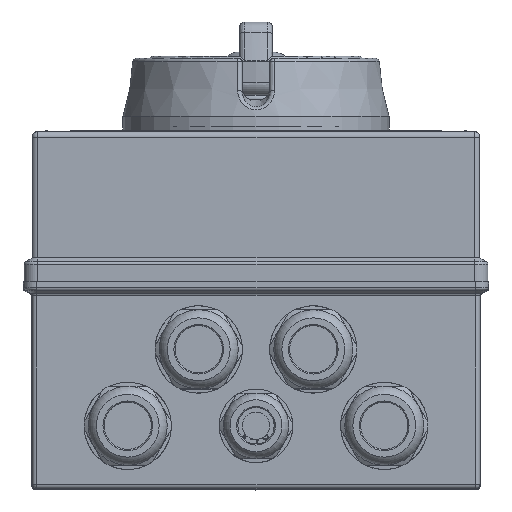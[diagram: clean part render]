
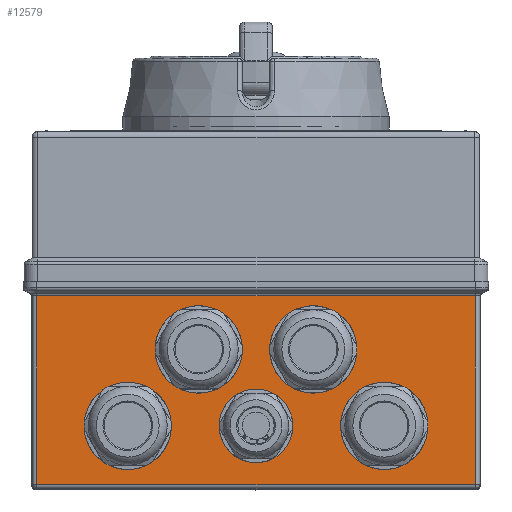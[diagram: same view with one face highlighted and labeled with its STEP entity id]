
A CAD part, top view. The second image highlights one B-rep face of the part: STEP entity #12579.
In plain terms, the highlighted planar face has unit normal (0, 0, 1).
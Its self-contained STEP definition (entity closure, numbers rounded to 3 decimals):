
#4095 = AXIS2_PLACEMENT_3D ( 'NONE', #200402, #167243, #129645 ) ;
#8433 = FACE_OUTER_BOUND ( 'NONE', #30632, .T. ) ;
#12115 = VERTEX_POINT ( 'NONE', #117005 ) ;
#12579 = ADVANCED_FACE ( 'NONE', ( #8433 ), #218426, .T. ) ;
#12849 = CARTESIAN_POINT ( 'NONE',  ( 80.3, -75.81, 82.1 ) ) ;
#24734 = CARTESIAN_POINT ( 'NONE',  ( 80.3, -5.083, 82.1 ) ) ;
#25310 = VECTOR ( 'NONE', #37941, 1000. ) ;
#30632 = EDGE_LOOP ( 'NONE', ( #62874, #160305, #158525, #175770 ) ) ;
#37941 = DIRECTION ( 'NONE',  ( 0., -1., 0. ) ) ;
#47112 = DIRECTION ( 'NONE',  ( -1., 0., 0. ) ) ;
#47353 = DIRECTION ( 'NONE',  ( 0., 1., 0. ) ) ;
#62874 = ORIENTED_EDGE ( 'NONE', *, *, #165275, .T. ) ;
#69579 = EDGE_CURVE ( 'NONE', #12115, #121867, #168933, .T. ) ;
#71207 = CARTESIAN_POINT ( 'NONE',  ( -80.3, -5.083, 82.1 ) ) ;
#77228 = VECTOR ( 'NONE', #132932, 1000. ) ;
#105869 = CARTESIAN_POINT ( 'NONE',  ( 80.3, -74.31, 82.1 ) ) ;
#107126 = LINE ( 'NONE', #12849, #187978 ) ;
#111614 = VERTEX_POINT ( 'NONE', #24734 ) ;
#117005 = CARTESIAN_POINT ( 'NONE',  ( -80.3, -74.31, 82.1 ) ) ;
#118968 = EDGE_CURVE ( 'NONE', #121867, #111614, #107126, .T. ) ;
#119296 = CARTESIAN_POINT ( 'NONE',  ( -82.1, -5.083, 82.1 ) ) ;
#121867 = VERTEX_POINT ( 'NONE', #105869 ) ;
#129645 = DIRECTION ( 'NONE',  ( 1., 0., 0. ) ) ;
#132932 = DIRECTION ( 'NONE',  ( 1., 0., 0. ) ) ;
#154642 = LINE ( 'NONE', #177185, #25310 ) ;
#158525 = ORIENTED_EDGE ( 'NONE', *, *, #118968, .T. ) ;
#158847 = EDGE_CURVE ( 'NONE', #111614, #181766, #179507, .T. ) ;
#160305 = ORIENTED_EDGE ( 'NONE', *, *, #69579, .T. ) ;
#164573 = CARTESIAN_POINT ( 'NONE',  ( 80.3, -74.31, 82.1 ) ) ;
#165275 = EDGE_CURVE ( 'NONE', #181766, #12115, #154642, .T. ) ;
#167243 = DIRECTION ( 'NONE',  ( 0., 0., 1. ) ) ;
#168933 = LINE ( 'NONE', #164573, #77228 ) ;
#175770 = ORIENTED_EDGE ( 'NONE', *, *, #158847, .T. ) ;
#177185 = CARTESIAN_POINT ( 'NONE',  ( -80.3, -75.81, 82.1 ) ) ;
#179507 = LINE ( 'NONE', #119296, #184954 ) ;
#181766 = VERTEX_POINT ( 'NONE', #71207 ) ;
#184954 = VECTOR ( 'NONE', #47112, 1000. ) ;
#187978 = VECTOR ( 'NONE', #47353, 1000. ) ;
#200402 = CARTESIAN_POINT ( 'NONE',  ( -82.1, -75.81, 82.1 ) ) ;
#218426 = PLANE ( 'NONE',  #4095 ) ;
